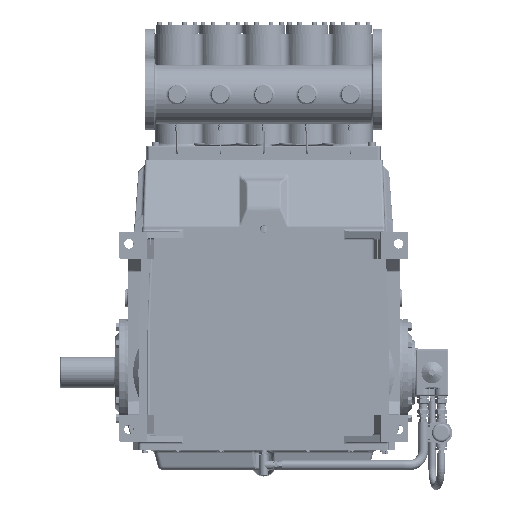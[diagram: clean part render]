
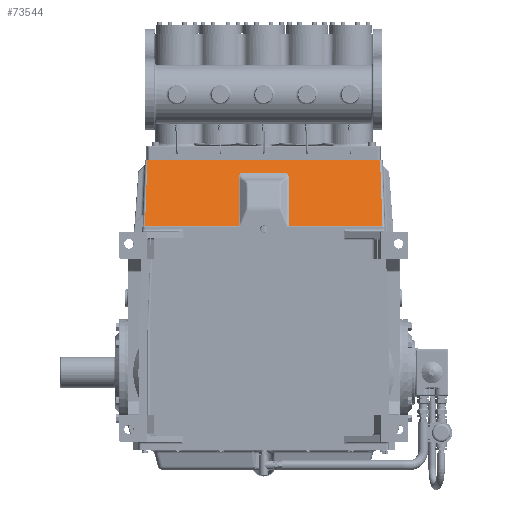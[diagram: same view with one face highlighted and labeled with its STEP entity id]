
A CAD part, front view. The second image highlights one B-rep face of the part: STEP entity #73544.
In plain terms, the highlighted planar face has unit normal (0, -0.913, 0.407).
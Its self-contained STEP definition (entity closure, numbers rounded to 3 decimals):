
#7613 = CARTESIAN_POINT ( 'NONE',  ( 5.248, -0.977, 28.716 ) ) ;
#9286 = CARTESIAN_POINT ( 'NONE',  ( -2.492, -0.601, 29.559 ) ) ;
#9971 = CARTESIAN_POINT ( 'NONE',  ( 5.248, -0.977, 28.716 ) ) ;
#14169 = VERTEX_POINT ( 'NONE', #199982 ) ;
#17469 = ORIENTED_EDGE ( 'NONE', *, *, #230612, .T. ) ;
#19163 = LINE ( 'NONE', #235499, #140679 ) ;
#19540 = LINE ( 'NONE', #268998, #248003 ) ;
#20077 = VERTEX_POINT ( 'NONE', #290873 ) ;
#26831 = VECTOR ( 'NONE', #159035, 39.37 ) ;
#30618 = LINE ( 'NONE', #59465, #84133 ) ;
#31577 = EDGE_CURVE ( 'NONE', #129504, #145855, #256514, .T. ) ;
#32167 = CARTESIAN_POINT ( 'NONE',  ( -2.462, -0.582, 29.603 ) ) ;
#42542 = ORIENTED_EDGE ( 'NONE', *, *, #207761, .T. ) ;
#45902 = CARTESIAN_POINT ( 'NONE',  ( -17.221, 0.951, 33.045 ) ) ;
#46262 = CARTESIAN_POINT ( 'NONE',  ( -2.429, -0.563, 29.646 ) ) ;
#49179 = VERTEX_POINT ( 'NONE', #269315 ) ;
#52561 = CARTESIAN_POINT ( 'NONE',  ( 5.042, -0.641, 29.469 ) ) ;
#54197 = CARTESIAN_POINT ( 'NONE',  ( -2.749, -0.903, 28.881 ) ) ;
#55166 = CARTESIAN_POINT ( 'NONE',  ( -2.446, -0.572, 29.624 ) ) ;
#59465 = CARTESIAN_POINT ( 'NONE',  ( 21.128, -4.339, 21.163 ) ) ;
#64343 = DIRECTION ( 'NONE',  ( 0., 0.407, 0.914 ) ) ;
#73544 = ADVANCED_FACE ( 'NONE', ( #212183 ), #155260, .F. ) ;
#75451 = CARTESIAN_POINT ( 'NONE',  ( 5.101, -0.691, 29.358 ) ) ;
#77138 = CARTESIAN_POINT ( 'NONE',  ( -2.701, -0.795, 29.123 ) ) ;
#78084 = CARTESIAN_POINT ( 'NONE',  ( -2.436, -0.567, 29.637 ) ) ;
#78118 = CARTESIAN_POINT ( 'NONE',  ( -2.756, -4.339, 21.163 ) ) ;
#84133 = VECTOR ( 'NONE', #173261, 39.37 ) ;
#86501 = DIRECTION ( 'NONE',  ( 1., 0., 0. ) ) ;
#94131 = VECTOR ( 'NONE', #206596, 39.37 ) ;
#98384 = CARTESIAN_POINT ( 'NONE',  ( 5.151, -0.743, 29.242 ) ) ;
#98759 = DIRECTION ( 'NONE',  ( 0., 0.407, 0.914 ) ) ;
#100016 = CARTESIAN_POINT ( 'NONE',  ( -2.644, -0.725, 29.281 ) ) ;
#100979 = CARTESIAN_POINT ( 'NONE',  ( -2.429, -0.563, 29.646 ) ) ;
#104537 = CARTESIAN_POINT ( 'NONE',  ( 4.922, -0.563, 29.646 ) ) ;
#110471 = VECTOR ( 'NONE', #155133, 39.37 ) ;
#121250 = CARTESIAN_POINT ( 'NONE',  ( 5.213, -0.831, 29.043 ) ) ;
#121867 = DIRECTION ( 'NONE',  ( 0., -0.407, -0.914 ) ) ;
#121944 = CARTESIAN_POINT ( 'NONE',  ( -2.756, -0.977, 28.716 ) ) ;
#122930 = CARTESIAN_POINT ( 'NONE',  ( -2.591, -0.674, 29.395 ) ) ;
#123662 = VECTOR ( 'NONE', #121867, 39.37 ) ;
#127552 = ORIENTED_EDGE ( 'NONE', *, *, #173993, .F. ) ;
#128773 = VECTOR ( 'NONE', #235730, 39.37 ) ;
#129504 = VERTEX_POINT ( 'NONE', #104537 ) ;
#130340 = VERTEX_POINT ( 'NONE', #78118 ) ;
#134982 = CARTESIAN_POINT ( 'NONE',  ( 19.757, 0.411, 31.833 ) ) ;
#135413 = ORIENTED_EDGE ( 'NONE', *, *, #190738, .T. ) ;
#140679 = VECTOR ( 'NONE', #98759, 39.37 ) ;
#143372 = CARTESIAN_POINT ( 'NONE',  ( 4.948, -0.578, 29.612 ) ) ;
#144361 = CARTESIAN_POINT ( 'NONE',  ( 5.248, -0.94, 28.799 ) ) ;
#145054 = CARTESIAN_POINT ( 'NONE',  ( -2.756, -0.94, 28.799 ) ) ;
#145443 = VERTEX_POINT ( 'NONE', #195936 ) ;
#145855 = VERTEX_POINT ( 'NONE', #9971 ) ;
#146030 = CARTESIAN_POINT ( 'NONE',  ( -2.528, -0.625, 29.506 ) ) ;
#147587 = CARTESIAN_POINT ( 'NONE',  ( 19.761, 0.36, 31.718 ) ) ;
#149246 = ORIENTED_EDGE ( 'NONE', *, *, #175210, .T. ) ;
#155133 = DIRECTION ( 'NONE',  ( 1., 0., 0. ) ) ;
#155260 = PLANE ( 'NONE',  #228829 ) ;
#159035 = DIRECTION ( 'NONE',  ( -0.033, 0.407, 0.913 ) ) ;
#165596 = ORIENTED_EDGE ( 'NONE', *, *, #262675, .T. ) ;
#165695 = EDGE_CURVE ( 'NONE', #145443, #168379, #208964, .T. ) ;
#166391 = CARTESIAN_POINT ( 'NONE',  ( 4.922, -0.563, 29.646 ) ) ;
#168379 = VERTEX_POINT ( 'NONE', #147587 ) ;
#168961 = CARTESIAN_POINT ( 'NONE',  ( -2.48, -0.593, 29.577 ) ) ;
#173261 = DIRECTION ( 'NONE',  ( 1., 0., 0. ) ) ;
#173745 = VERTEX_POINT ( 'NONE', #46262 ) ;
#173993 = EDGE_CURVE ( 'NONE', #49179, #168379, #196757, .T. ) ;
#175210 = EDGE_CURVE ( 'NONE', #14169, #145443, #224771, .T. ) ;
#177206 = CARTESIAN_POINT ( 'NONE',  ( 21.128, 0.43, 31.875 ) ) ;
#189311 = CARTESIAN_POINT ( 'NONE',  ( 5.02, -0.625, 29.506 ) ) ;
#190738 = EDGE_CURVE ( 'NONE', #173745, #129504, #19540, .T. ) ;
#190919 = CARTESIAN_POINT ( 'NONE',  ( 5.248, 0.43, 31.875 ) ) ;
#191989 = CARTESIAN_POINT ( 'NONE',  ( -2.455, -0.578, 29.612 ) ) ;
#195936 = CARTESIAN_POINT ( 'NONE',  ( 20.147, -4.339, 21.163 ) ) ;
#196757 = LINE ( 'NONE', #212869, #128773 ) ;
#199982 = CARTESIAN_POINT ( 'NONE',  ( 5.248, -4.339, 21.163 ) ) ;
#201059 = DIRECTION ( 'NONE',  ( 0., 0.914, -0.407 ) ) ;
#206596 = DIRECTION ( 'NONE',  ( -0.033, -0.407, -0.913 ) ) ;
#207761 = EDGE_CURVE ( 'NONE', #49179, #20077, #222657, .T. ) ;
#208964 = LINE ( 'NONE', #134982, #26831 ) ;
#212183 = FACE_OUTER_BOUND ( 'NONE', #283432, .T. ) ;
#212218 = CARTESIAN_POINT ( 'NONE',  ( 5.083, -0.674, 29.395 ) ) ;
#212869 = CARTESIAN_POINT ( 'NONE',  ( 21.128, 0.36, 31.718 ) ) ;
#213857 = CARTESIAN_POINT ( 'NONE',  ( -2.721, -0.831, 29.043 ) ) ;
#214802 = CARTESIAN_POINT ( 'NONE',  ( -2.443, -0.57, 29.629 ) ) ;
#218421 = ORIENTED_EDGE ( 'NONE', *, *, #288793, .T. ) ;
#222657 = LINE ( 'NONE', #45902, #94131 ) ;
#224771 = LINE ( 'NONE', #291601, #110471 ) ;
#225543 = ORIENTED_EDGE ( 'NONE', *, *, #165695, .T. ) ;
#228829 = AXIS2_PLACEMENT_3D ( 'NONE', #177206, #201059, #64343 ) ;
#230612 = EDGE_CURVE ( 'NONE', #130340, #262585, #19163, .T. ) ;
#234139 = CARTESIAN_POINT ( 'NONE',  ( 4.973, -0.593, 29.577 ) ) ;
#235088 = CARTESIAN_POINT ( 'NONE',  ( 5.136, -0.725, 29.281 ) ) ;
#235499 = CARTESIAN_POINT ( 'NONE',  ( -2.756, 0.43, 31.875 ) ) ;
#235730 = DIRECTION ( 'NONE',  ( 1., 0., 0. ) ) ;
#236743 = CARTESIAN_POINT ( 'NONE',  ( -2.659, -0.743, 29.242 ) ) ;
#237749 = CARTESIAN_POINT ( 'NONE',  ( -2.433, -0.565, 29.642 ) ) ;
#245085 = LINE ( 'NONE', #190919, #123662 ) ;
#246058 = B_SPLINE_CURVE_WITH_KNOTS ( 'NONE', 3,
 ( #121944, #145054, #54197, #213857, #77138, #236743, #100016, #259662, #122930, #282543, #146030, #9286, #168961, #32167, #191989, #55166, #214802, #78084, #237749, #100979 ),
 .UNSPECIFIED., .F., .F.,
 ( 4, 2, 2, 2, 2, 2, 2, 2, 2, 4 ),
 ( 0., 0.007, 0.014, 0.017, 0.021, 0.024, 0.026, 0.027, 0.027, 0.027 ),
 .UNSPECIFIED. ) ;
#248003 = VECTOR ( 'NONE', #86501, 39.37 ) ;
#253797 = CARTESIAN_POINT ( 'NONE',  ( -2.756, -0.977, 28.716 ) ) ;
#256514 = B_SPLINE_CURVE_WITH_KNOTS ( 'NONE', 3,
 ( #166391, #143372, #234139, #189311, #52561, #212218, #75451, #235088, #98384, #257983, #121250, #280896, #144361, #7613 ),
 .UNSPECIFIED., .F., .F.,
 ( 4, 2, 2, 2, 2, 2, 4 ),
 ( 0., 0.003, 0.007, 0.01, 0.014, 0.021, 0.028 ),
 .UNSPECIFIED. ) ;
#257544 = ORIENTED_EDGE ( 'NONE', *, *, #270013, .T. ) ;
#257983 = CARTESIAN_POINT ( 'NONE',  ( 5.193, -0.795, 29.123 ) ) ;
#259662 = CARTESIAN_POINT ( 'NONE',  ( -2.609, -0.691, 29.358 ) ) ;
#262585 = VERTEX_POINT ( 'NONE', #253797 ) ;
#262675 = EDGE_CURVE ( 'NONE', #262585, #173745, #246058, .T. ) ;
#268998 = CARTESIAN_POINT ( 'NONE',  ( -18.636, -0.563, 29.646 ) ) ;
#269315 = CARTESIAN_POINT ( 'NONE',  ( -17.269, 0.36, 31.718 ) ) ;
#270013 = EDGE_CURVE ( 'NONE', #20077, #130340, #30618, .T. ) ;
#280896 = CARTESIAN_POINT ( 'NONE',  ( 5.241, -0.903, 28.881 ) ) ;
#282543 = CARTESIAN_POINT ( 'NONE',  ( -2.55, -0.641, 29.469 ) ) ;
#283432 = EDGE_LOOP ( 'NONE', ( #127552, #42542, #257544, #17469, #165596, #135413, #285312, #218421, #149246, #225543 ) ) ;
#285312 = ORIENTED_EDGE ( 'NONE', *, *, #31577, .T. ) ;
#288793 = EDGE_CURVE ( 'NONE', #145855, #14169, #245085, .T. ) ;
#290873 = CARTESIAN_POINT ( 'NONE',  ( -17.655, -4.339, 21.163 ) ) ;
#291601 = CARTESIAN_POINT ( 'NONE',  ( 21.128, -4.339, 21.163 ) ) ;
